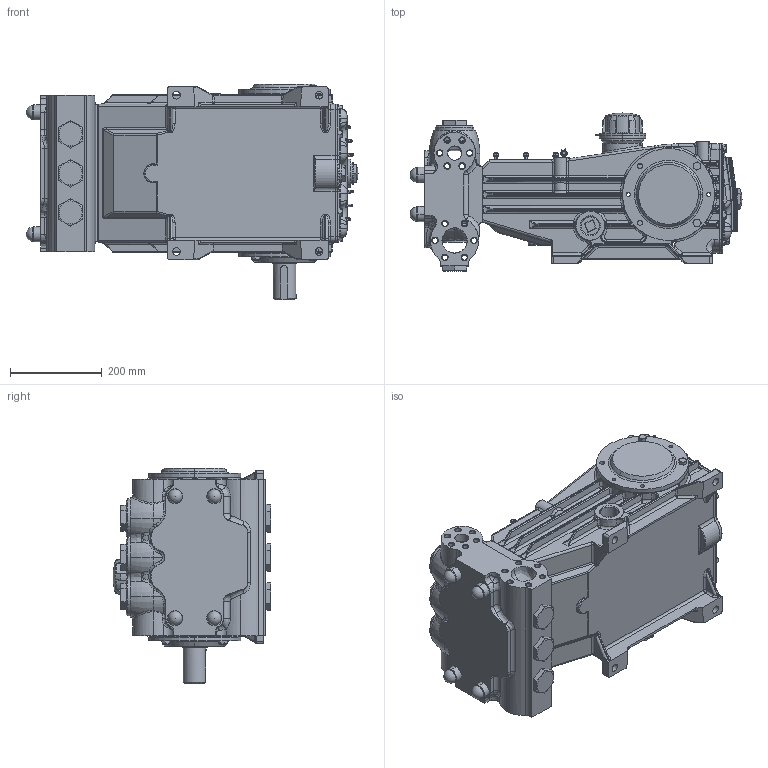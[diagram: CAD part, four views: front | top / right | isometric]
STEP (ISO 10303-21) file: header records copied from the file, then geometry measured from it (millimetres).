
FILE_DESCRIPTION (( 'STEP AP203' ), '1' );
FILE_NAME ('RAM50HCH.STEP', '2016-05-11T12:33:01', ( 'IT' ), ( 'Microsoft' ), 'SwSTEP 2.0', 'SolidWorks 2016', '' );
FILE_SCHEMA (( 'CONFIG_CONTROL_DESIGN' ));
Products named in the file (1): RAM50HCH
Bounding box: 721.79 x 343.5 x 468.8 mm (x, y, z)
Surface area: 1718417.6 mm2 (no closed solid volume)
Topology: 0 solids, 106 shells, 2412 faces, 6327 edges, 3865 vertices
Faces by surface type: cylinder 806, plane 556, bspline 423, cone 339, sphere 153, torus 135
Entity records: 100160 total; most frequent: CARTESIAN_POINT 44844, DIRECTION 11366, ORIENTED_EDGE 11279, EDGE_CURVE 6232, AXIS2_PLACEMENT_3D 4548, VERTEX_POINT 3855, EDGE_LOOP 2634, CIRCLE 2558
